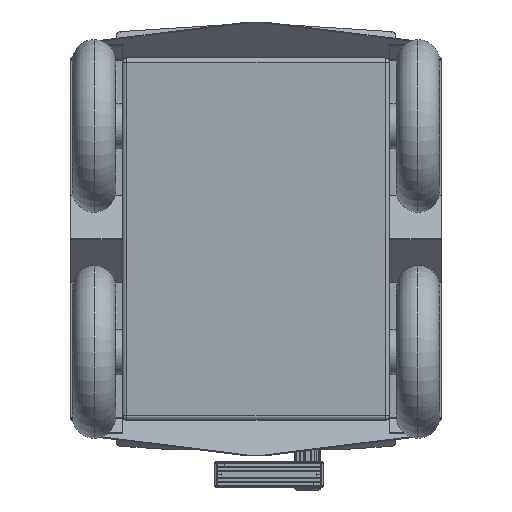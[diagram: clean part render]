
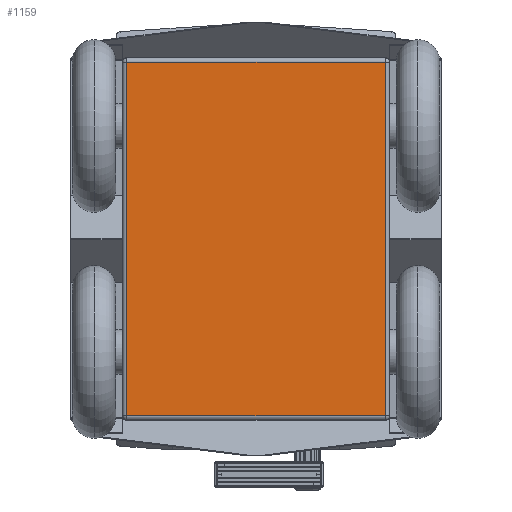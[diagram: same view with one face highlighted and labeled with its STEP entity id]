
A CAD part, front view. The second image highlights one B-rep face of the part: STEP entity #1159.
In plain terms, the highlighted planar face has unit normal (0, -1, 0).
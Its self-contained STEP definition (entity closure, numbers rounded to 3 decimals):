
#1132=AXIS2_PLACEMENT_3D('Plane Axis2P3D',#1129,#1130,#1131) ;
#464=CARTESIAN_POINT('Vertex',(-150.,65.5,-205.)) ;
#467=CARTESIAN_POINT('Line Origine',(-150.,65.5,-205.)) ;
#471=CARTESIAN_POINT('Vertex',(-150.,65.5,205.)) ;
#1129=CARTESIAN_POINT('Axis2P3D Location',(0.,65.5,0.)) ;
#1134=CARTESIAN_POINT('Line Origine',(0.,65.5,205.)) ;
#1138=CARTESIAN_POINT('Vertex',(150.,65.5,205.)) ;
#1141=CARTESIAN_POINT('Line Origine',(0.,65.5,-205.)) ;
#1145=CARTESIAN_POINT('Vertex',(150.,65.5,-205.)) ;
#1148=CARTESIAN_POINT('Line Origine',(150.,65.5,0.)) ;
#468=DIRECTION('Vector Direction',(0.,0.,1.)) ;
#1130=DIRECTION('Axis2P3D Direction',(0.,1.,0.)) ;
#1131=DIRECTION('Axis2P3D XDirection',(0.,0.,1.)) ;
#1135=DIRECTION('Vector Direction',(1.,0.,0.)) ;
#1142=DIRECTION('Vector Direction',(-1.,0.,0.)) ;
#1149=DIRECTION('Vector Direction',(0.,0.,-1.)) ;
#469=VECTOR('Line Direction',#468,1.) ;
#1136=VECTOR('Line Direction',#1135,1.) ;
#1143=VECTOR('Line Direction',#1142,1.) ;
#1150=VECTOR('Line Direction',#1149,1.) ;
#1154=ORIENTED_EDGE('',*,*,#1140,.F.) ;
#1155=ORIENTED_EDGE('',*,*,#473,.F.) ;
#1156=ORIENTED_EDGE('',*,*,#1147,.F.) ;
#1157=ORIENTED_EDGE('',*,*,#1152,.F.) ;
#1159=ADVANCED_FACE('MANIFOLD_SOLID_BREP #3230',(#1158),#1133,.F.) ;
#473=EDGE_CURVE('',#465,#472,#470,.T.) ;
#1140=EDGE_CURVE('',#472,#1139,#1137,.T.) ;
#1147=EDGE_CURVE('',#1146,#465,#1144,.T.) ;
#1152=EDGE_CURVE('',#1139,#1146,#1151,.T.) ;
#1153=EDGE_LOOP('',(#1154,#1155,#1156,#1157)) ;
#1158=FACE_OUTER_BOUND('',#1153,.T.) ;
#470=LINE('Line',#467,#469) ;
#1137=LINE('Line',#1134,#1136) ;
#1144=LINE('Line',#1141,#1143) ;
#1151=LINE('Line',#1148,#1150) ;
#1133=PLANE('',#1132) ;
#465=VERTEX_POINT('',#464) ;
#472=VERTEX_POINT('',#471) ;
#1139=VERTEX_POINT('',#1138) ;
#1146=VERTEX_POINT('',#1145) ;
